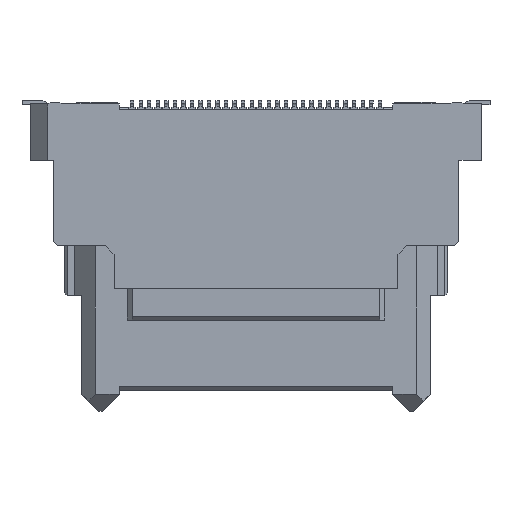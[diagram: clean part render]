
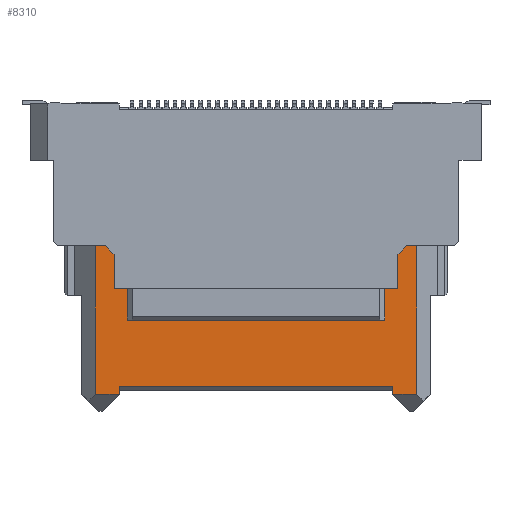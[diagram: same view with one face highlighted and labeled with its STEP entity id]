
A CAD part, front view. The second image highlights one B-rep face of the part: STEP entity #8310.
In plain terms, the highlighted planar face has unit normal (0, -1, 0).
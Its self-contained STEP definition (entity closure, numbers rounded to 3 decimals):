
#3910=CARTESIAN_POINT('',(39.99,-92.4,
7.7));
#3920=VERTEX_POINT('',#3910);
#4090=CARTESIAN_POINT('',(39.99,-92.4,
5.85));
#4100=VERTEX_POINT('',#4090);
#4130=CARTESIAN_POINT('',(39.99,-92.4,
3.342));
#4140=DIRECTION('',(0.,0.,-1.));
#4150=VECTOR('',#4140,1.);
#4160=LINE('',#4130,#4150);
#4170=EDGE_CURVE('',#3920,#4100,#4160,.T.);
#6890=CARTESIAN_POINT('',(38.94,-92.4,
13.6));
#6900=DIRECTION('',(0.,-1.,0.));
#6910=DIRECTION('',(-1.,0.,0.));
#6920=AXIS2_PLACEMENT_3D('',#6890,#6900,#6910);
#6930=PLANE('',#6920);
#6940=ORIENTED_EDGE('',*,*,#4170,.F.);
#6950=CARTESIAN_POINT('',(-28.025,-92.4,
5.85));
#6960=DIRECTION('',(1.,0.,0.));
#6970=VECTOR('',#6960,1.);
#6980=LINE('',#6950,#6970);
#6990=CARTESIAN_POINT('',(55.09,-92.4,
5.85));
#7000=VERTEX_POINT('',#6990);
#7010=EDGE_CURVE('',#4100,#7000,#6980,.T.);
#7020=ORIENTED_EDGE('',*,*,#7010,.F.);
#7030=CARTESIAN_POINT('',(55.09,-92.4,
3.342));
#7040=DIRECTION('',(0.,0.,-1.));
#7050=VECTOR('',#7040,1.);
#7060=LINE('',#7030,#7050);
#7070=CARTESIAN_POINT('',(55.09,-92.4,
7.7));
#7080=VERTEX_POINT('',#7070);
#7090=EDGE_CURVE('',#7080,#7000,#7060,.T.);
#7100=ORIENTED_EDGE('',*,*,#7090,.T.);
#7110=CARTESIAN_POINT('',(123.105,-92.4,
7.7));
#7120=DIRECTION('',(-1.,0.,0.));
#7130=VECTOR('',#7120,1.);
#7140=LINE('',#7110,#7130);
#7150=CARTESIAN_POINT('',(55.85,-92.4,
7.7));
#7160=VERTEX_POINT('',#7150);
#7170=EDGE_CURVE('',#7160,#7080,#7140,.T.);
#7180=ORIENTED_EDGE('',*,*,#7170,.T.);
#7190=CARTESIAN_POINT('',(55.85,-92.4,
3.342));
#7200=DIRECTION('',(0.,0.,-1.));
#7210=VECTOR('',#7200,1.);
#7220=LINE('',#7190,#7210);
#7230=CARTESIAN_POINT('',(55.85,-92.4,
9.7));
#7240=VERTEX_POINT('',#7230);
#7250=EDGE_CURVE('',#7240,#7160,#7220,.T.);
#7260=ORIENTED_EDGE('',*,*,#7250,.T.);
#7270=CARTESIAN_POINT('',(123.105,-92.4,
76.955));
#7280=DIRECTION('',(0.707,0.,
0.707));
#7290=VECTOR('',#7280,1.);
#7300=LINE('',#7270,#7290);
#7310=CARTESIAN_POINT('',(56.35,-92.4,10.2));
#7320=VERTEX_POINT('',#7310);
#7330=EDGE_CURVE('',#7240,#7320,#7300,.T.);
#7340=ORIENTED_EDGE('',*,*,#7330,.F.);
#7350=CARTESIAN_POINT('',(123.105,-92.4,
10.2));
#7360=DIRECTION('',(1.,0.,0.));
#7370=VECTOR('',#7360,1.);
#7380=LINE('',#7350,#7370);
#7390=CARTESIAN_POINT('',(56.94,-92.4,10.2));
#7400=VERTEX_POINT('',#7390);
#7410=EDGE_CURVE('',#7320,#7400,#7380,.T.);
#7420=ORIENTED_EDGE('',*,*,#7410,.F.);
#7430=CARTESIAN_POINT('',(56.94,-92.4,
3.342));
#7440=DIRECTION('',(0.,0.,1.));
#7450=VECTOR('',#7440,1.);
#7460=LINE('',#7430,#7450);
#7470=CARTESIAN_POINT('',(56.94,-92.4,
1.5));
#7480=VERTEX_POINT('',#7470);
#7490=EDGE_CURVE('',#7480,#7400,#7460,.T.);
#7500=ORIENTED_EDGE('',*,*,#7490,.T.);
#7510=CARTESIAN_POINT('',(123.105,-92.4,
1.5));
#7520=DIRECTION('',(1.,0.,0.));
#7530=VECTOR('',#7520,1.);
#7540=LINE('',#7510,#7530);
#7550=CARTESIAN_POINT('',(55.54,-92.4,
1.5));
#7560=VERTEX_POINT('',#7550);
#7570=EDGE_CURVE('',#7560,#7480,#7540,.T.);
#7580=ORIENTED_EDGE('',*,*,#7570,.T.);
#7590=CARTESIAN_POINT('',(55.54,-92.4,
3.342));
#7600=DIRECTION('',(0.,0.,1.));
#7610=VECTOR('',#7600,1.);
#7620=LINE('',#7590,#7610);
#7630=CARTESIAN_POINT('',(55.54,-92.4,
1.95));
#7640=VERTEX_POINT('',#7630);
#7650=EDGE_CURVE('',#7560,#7640,#7620,.T.);
#7660=ORIENTED_EDGE('',*,*,#7650,.F.);
#7670=CARTESIAN_POINT('',(40.915,-92.4,
1.95));
#7680=DIRECTION('',(-1.,0.,0.));
#7690=VECTOR('',#7680,1.);
#7700=LINE('',#7670,#7690);
#7710=CARTESIAN_POINT('',(39.54,-92.4,
1.95));
#7720=VERTEX_POINT('',#7710);
#7730=EDGE_CURVE('',#7640,#7720,#7700,.T.);
#7740=ORIENTED_EDGE('',*,*,#7730,.F.);
#7750=CARTESIAN_POINT('',(39.54,-92.4,
3.342));
#7760=DIRECTION('',(0.,0.,1.));
#7770=VECTOR('',#7760,1.);
#7780=LINE('',#7750,#7770);
#7790=CARTESIAN_POINT('',(39.54,-92.4,
1.5));
#7800=VERTEX_POINT('',#7790);
#7810=EDGE_CURVE('',#7800,#7720,#7780,.T.);
#7820=ORIENTED_EDGE('',*,*,#7810,.T.);
#7830=CARTESIAN_POINT('',(-28.025,-92.4,
1.5));
#7840=DIRECTION('',(-1.,0.,0.));
#7850=VECTOR('',#7840,1.);
#7860=LINE('',#7830,#7850);
#7870=CARTESIAN_POINT('',(38.14,-92.4,
1.5));
#7880=VERTEX_POINT('',#7870);
#7890=EDGE_CURVE('',#7800,#7880,#7860,.T.);
#7900=ORIENTED_EDGE('',*,*,#7890,.F.);
#7910=CARTESIAN_POINT('',(38.14,-92.4,
3.342));
#7920=DIRECTION('',(0.,0.,1.));
#7930=VECTOR('',#7920,1.);
#7940=LINE('',#7910,#7930);
#7950=CARTESIAN_POINT('',(38.14,-92.4,10.2));
#7960=VERTEX_POINT('',#7950);
#7970=EDGE_CURVE('',#7880,#7960,#7940,.T.);
#7980=ORIENTED_EDGE('',*,*,#7970,.F.);
#7990=CARTESIAN_POINT('',(-28.025,-92.4,
10.2));
#8000=DIRECTION('',(-1.,0.,0.));
#8010=VECTOR('',#8000,1.);
#8020=LINE('',#7990,#8010);
#8030=CARTESIAN_POINT('',(38.73,-92.4,10.2));
#8040=VERTEX_POINT('',#8030);
#8050=EDGE_CURVE('',#8040,#7960,#8020,.T.);
#8060=ORIENTED_EDGE('',*,*,#8050,.T.);
#8070=CARTESIAN_POINT('',(-28.025,-92.4,
76.955));
#8080=DIRECTION('',(-0.707,0.,
0.707));
#8090=VECTOR('',#8080,1.);
#8100=LINE('',#8070,#8090);
#8110=CARTESIAN_POINT('',(39.23,-92.4,
9.7));
#8120=VERTEX_POINT('',#8110);
#8130=EDGE_CURVE('',#8120,#8040,#8100,.T.);
#8140=ORIENTED_EDGE('',*,*,#8130,.T.);
#8150=CARTESIAN_POINT('',(39.23,-92.4,
3.342));
#8160=DIRECTION('',(0.,0.,-1.));
#8170=VECTOR('',#8160,1.);
#8180=LINE('',#8150,#8170);
#8190=CARTESIAN_POINT('',(39.23,-92.4,
7.7));
#8200=VERTEX_POINT('',#8190);
#8210=EDGE_CURVE('',#8120,#8200,#8180,.T.);
#8220=ORIENTED_EDGE('',*,*,#8210,.F.);
#8230=CARTESIAN_POINT('',(-28.025,-92.4,
7.7));
#8240=DIRECTION('',(1.,0.,0.));
#8250=VECTOR('',#8240,1.);
#8260=LINE('',#8230,#8250);
#8270=EDGE_CURVE('',#8200,#3920,#8260,.T.);
#8280=ORIENTED_EDGE('',*,*,#8270,.F.);
#8290=EDGE_LOOP('',(#8280,#8220,#8140,#8060,#7980,#7900,#7820,#7740,
#7660,#7580,#7500,#7420,#7340,#7260,#7180,#7100,#7020,#6940));
#8300=FACE_OUTER_BOUND('',#8290,.T.);
#8310=ADVANCED_FACE('',(#8300),#6930,.T.);
